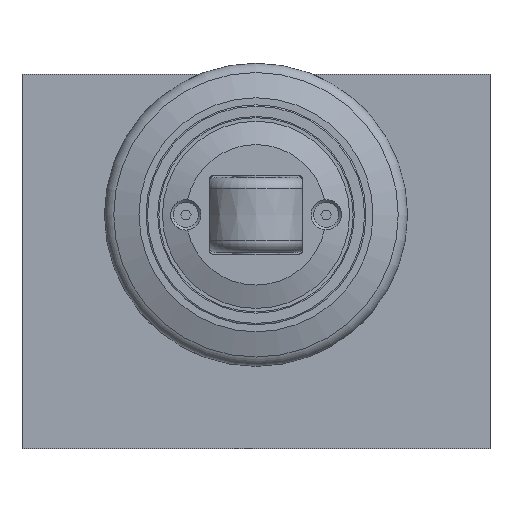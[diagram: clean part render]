
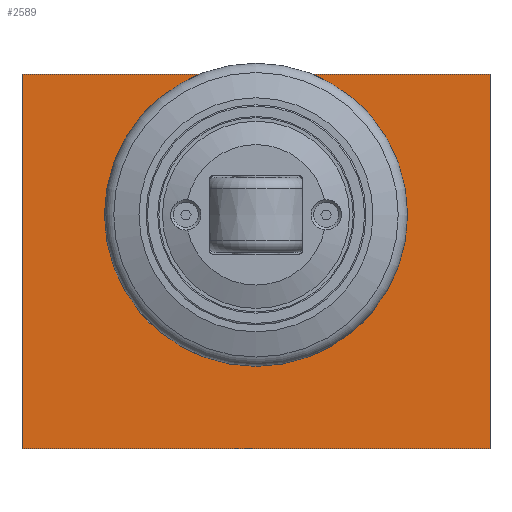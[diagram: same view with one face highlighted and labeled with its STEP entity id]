
A CAD part, front view. The second image highlights one B-rep face of the part: STEP entity #2589.
In plain terms, the highlighted planar face has unit normal (0, -1, 0).
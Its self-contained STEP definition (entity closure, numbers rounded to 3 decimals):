
#93=FACE_BOUND('',#488,.T.);
#174=PLANE('',#2905);
#316=FACE_OUTER_BOUND('',#487,.T.);
#487=EDGE_LOOP('',(#2315,#2316,#2317,#2318));
#488=EDGE_LOOP('',(#2319));
#649=LINE('',#5107,#807);
#650=LINE('',#5109,#808);
#651=LINE('',#5111,#809);
#652=LINE('',#5112,#810);
#807=VECTOR('',#3637,10.);
#808=VECTOR('',#3638,10.);
#809=VECTOR('',#3639,10.);
#810=VECTOR('',#3640,10.);
#994=CIRCLE('',#2889,20.5);
#1224=VERTEX_POINT('',#5024);
#1251=VERTEX_POINT('',#5105);
#1252=VERTEX_POINT('',#5106);
#1253=VERTEX_POINT('',#5108);
#1254=VERTEX_POINT('',#5110);
#1579=EDGE_CURVE('',#1224,#1224,#994,.T.);
#1618=EDGE_CURVE('',#1251,#1252,#649,.T.);
#1619=EDGE_CURVE('',#1253,#1252,#650,.T.);
#1620=EDGE_CURVE('',#1254,#1253,#651,.T.);
#1621=EDGE_CURVE('',#1254,#1251,#652,.T.);
#2315=ORIENTED_EDGE('',*,*,#1618,.T.);
#2316=ORIENTED_EDGE('',*,*,#1619,.F.);
#2317=ORIENTED_EDGE('',*,*,#1620,.F.);
#2318=ORIENTED_EDGE('',*,*,#1621,.T.);
#2319=ORIENTED_EDGE('',*,*,#1579,.T.);
#2589=ADVANCED_FACE('',(#316,#93),#174,.T.);
#2889=AXIS2_PLACEMENT_3D('',#5026,#3567,#3568);
#2905=AXIS2_PLACEMENT_3D('',#5104,#3635,#3636);
#3567=DIRECTION('center_axis',(0.,1.,0.));
#3568=DIRECTION('ref_axis',(-1.,0.,0.));
#3635=DIRECTION('center_axis',(0.,-1.,0.));
#3636=DIRECTION('ref_axis',(0.,0.,-1.));
#3637=DIRECTION('',(0.,0.,1.));
#3638=DIRECTION('',(1.,0.,0.));
#3639=DIRECTION('',(0.,0.,1.));
#3640=DIRECTION('',(1.,0.,0.));
#5024=CARTESIAN_POINT('',(70.5,0.,50.));
#5026=CARTESIAN_POINT('Origin',(50.,0.,50.));
#5104=CARTESIAN_POINT('Origin',(0.,0.,0.));
#5105=CARTESIAN_POINT('',(100.,0.,0.));
#5106=CARTESIAN_POINT('',(100.,0.,80.));
#5107=CARTESIAN_POINT('',(100.,0.,0.));
#5108=CARTESIAN_POINT('',(0.,0.,80.));
#5109=CARTESIAN_POINT('',(0.,0.,80.));
#5110=CARTESIAN_POINT('',(0.,0.,0.));
#5111=CARTESIAN_POINT('',(0.,0.,0.));
#5112=CARTESIAN_POINT('',(0.,0.,0.));
